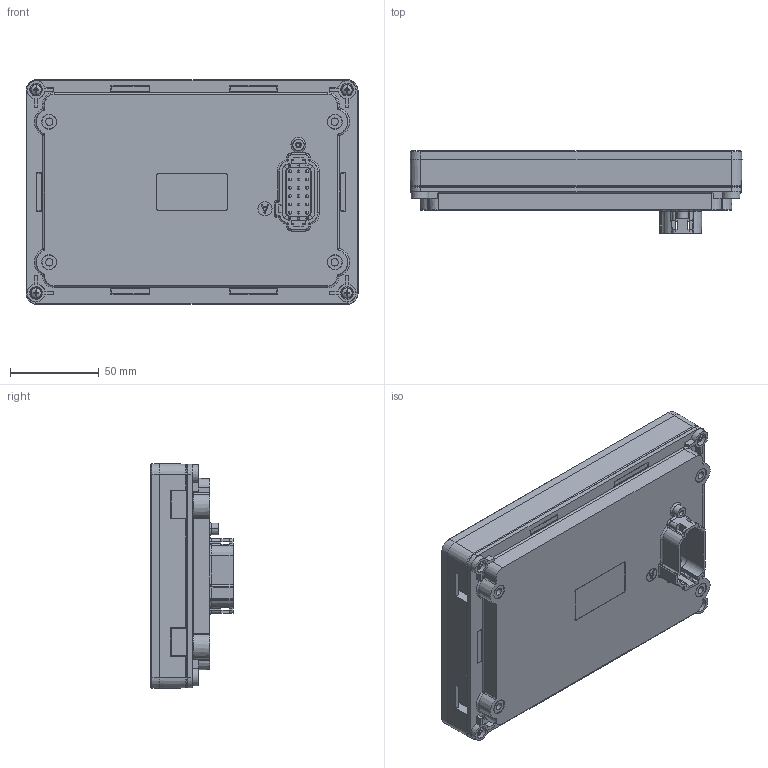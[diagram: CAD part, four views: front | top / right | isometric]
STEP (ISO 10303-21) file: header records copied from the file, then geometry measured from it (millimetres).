
FILE_DESCRIPTION((''),'2;1');
FILE_NAME('3D70XX-XXX_ASM_ASM','2016-09-06T',('smaupin'),(''),'PRO/ENGINEER BY PARAMETRIC TECHNOLOGY CORPORATION, 2011490','PRO/ENGINEER BY PARAMETRIC TECHNOLOGY CORPORATION, 2011490','');
FILE_SCHEMA(('CONFIG_CONTROL_DESIGN'));
Products named in the file (13): 3DZ1949-1; 3DZ1949-1_ASM_ASM; 3DHH1955-1; 3DZ1950-2; 3D70_INSERT_SCEM_M5; 3DZ1950-2_ASM_ASM; 3AHH1382-1; 3AZ1829-X; 3AZ1829-PIN; 3AZ1829-X_ASM_ASM; 3DZZ1952-3-XXX_ASM_ASM; SHH3809-0014L; 3D70XX-XXX_ASM_ASM
Assembly tree (35 placements, depth 4):
  3D70XX-XXX_ASM_ASM
    3DZ1949-1_ASM_ASM
      3DZ1949-1
    3DHH1955-1
    3DZ1950-2_ASM_ASM
      3DZ1950-2
      3D70_INSERT_SCEM_M5  x4
    3AHH1382-1
    3DZZ1952-3-XXX_ASM_ASM
      3AZ1829-X_ASM_ASM
        3AZ1829-X
        3AZ1829-PIN  x18
    SHH3809-0014L  x4
Bounding box: 187.58 x 46.41 x 126.98 mm (x, y, z)
Volume: 794144 mm3; surface area: 194514.3 mm2
Topology: 31 solids, 38 shells, 2322 faces, 6282 edges, 3993 vertices
Faces by surface type: cylinder 889, plane 879, cone 256, sphere 166, torus 92, bspline 40
Entity records: 59196 total; most frequent: CARTESIAN_POINT 18979, ORIENTED_EDGE 8524, DIRECTION 8073, EDGE_CURVE 4262, AXIS2_PLACEMENT_3D 2806, VERTEX_POINT 2726, VECTOR 2461, LINE 2461
